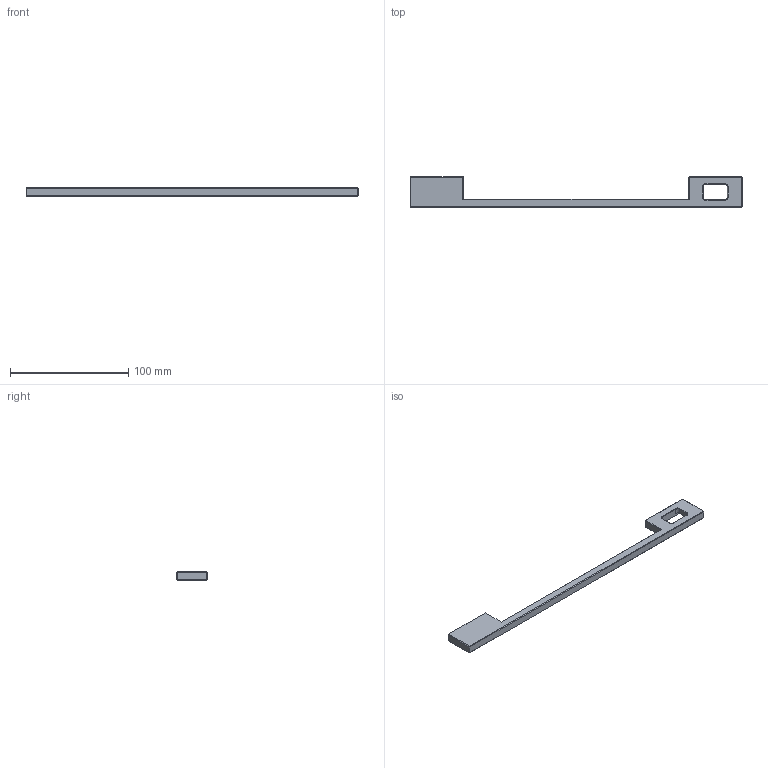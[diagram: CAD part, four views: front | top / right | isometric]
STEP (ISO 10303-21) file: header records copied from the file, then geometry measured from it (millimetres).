
FILE_DESCRIPTION(/* description */ (''),/* implementation_level */ '2;1');
FILE_NAME(/* name */ 'BottomTop.step',/* time_stamp */ '2023-06-02T12:15:38+03:00',/* author */ (''),/* organization */ (''),/* preprocessor_version */ 'ST-DEVELOPER v19.2',/* originating_system */ 'Autodesk Translation Framework v12.4.0.73',/* authorisation */ '');
FILE_SCHEMA (('AUTOMOTIVE_DESIGN { 1 0 10303 214 3 1 1 }'));
Length unit declared in the file: millimetre
Products named in the file (1): BottomTop
Bounding box: 281.1 x 25.98 x 7 mm (x, y, z)
Volume: 23228.1 mm3; surface area: 11692.2 mm2
Topology: 1 solids, 1 shells, 83 faces, 172 edges, 100 vertices
Faces by surface type: plane 62, cylinder 17, cone 4
Full cylindrical faces by diameter (mm): 2.5 x9
Entity records: 2176 total; most frequent: DIRECTION 378, CARTESIAN_POINT 356, ORIENTED_EDGE 344, EDGE_CURVE 172, LINE 134, VECTOR 134, AXIS2_PLACEMENT_3D 122, VERTEX_POINT 100
